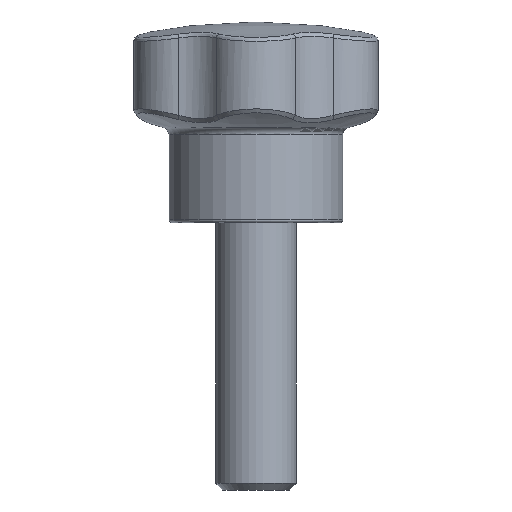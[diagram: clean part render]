
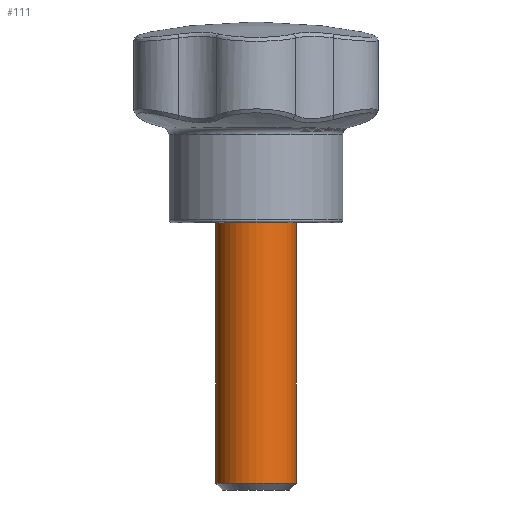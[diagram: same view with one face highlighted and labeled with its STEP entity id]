
A CAD part, front view. The second image highlights one B-rep face of the part: STEP entity #111.
In plain terms, the highlighted cylindrical face has radius 3 mm (diameter 6 mm), a full revolution.
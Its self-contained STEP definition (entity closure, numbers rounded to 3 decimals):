
#111 = ADVANCED_FACE( '', ( #243, #244 ), #245, .T. );
#243 = FACE_OUTER_BOUND( '', #1162, .T. );
#244 = FACE_OUTER_BOUND( '', #1163, .T. );
#245 = CYLINDRICAL_SURFACE( '', #1164, 3. );
#1162 = EDGE_LOOP( '', ( #2473 ) );
#1163 = EDGE_LOOP( '', ( #2474 ) );
#1164 = AXIS2_PLACEMENT_3D( '', #2475, #2476, #2477 );
#2473 = ORIENTED_EDGE( '', *, *, #2708, .T. );
#2474 = ORIENTED_EDGE( '', *, *, #2741, .F. );
#2475 = CARTESIAN_POINT( '', ( 0., 0., 37.16 ) );
#2476 = DIRECTION( '', ( 0., 0., -1. ) );
#2477 = DIRECTION( '', ( 1., 0., 0. ) );
#2708 = EDGE_CURVE( '', #2879, #2879, #2880, .T. );
#2741 = EDGE_CURVE( '', #2925, #2925, #2926, .T. );
#2879 = VERTEX_POINT( '', #3689 );
#2880 = CIRCLE( '', #3690, 3. );
#2925 = VERTEX_POINT( '', #4089 );
#2926 = CIRCLE( '', #4090, 3. );
#3689 = CARTESIAN_POINT( '', ( 3., 0., -19.49 ) );
#3690 = AXIS2_PLACEMENT_3D( '', #4796, #4797, #4798 );
#4089 = CARTESIAN_POINT( '', ( 3., 0., 0.01 ) );
#4090 = AXIS2_PLACEMENT_3D( '', #4819, #4820, #4821 );
#4796 = CARTESIAN_POINT( '', ( 0., 0., -19.49 ) );
#4797 = DIRECTION( '', ( 0., 0., 1. ) );
#4798 = DIRECTION( '', ( 1., 0., 0. ) );
#4819 = CARTESIAN_POINT( '', ( 0., 0., 0.01 ) );
#4820 = DIRECTION( '', ( 0., 0., 1. ) );
#4821 = DIRECTION( '', ( 1., 0., 0. ) );
